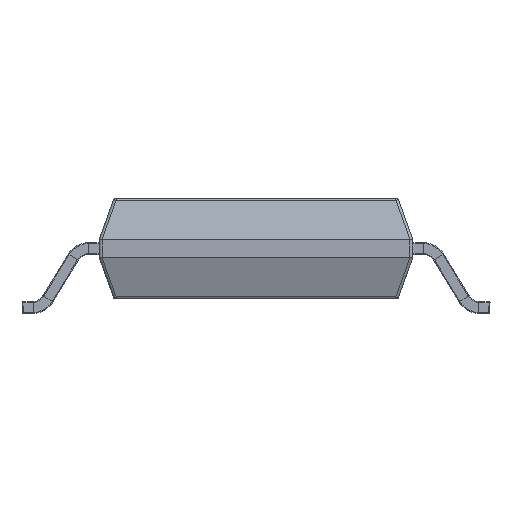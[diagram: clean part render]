
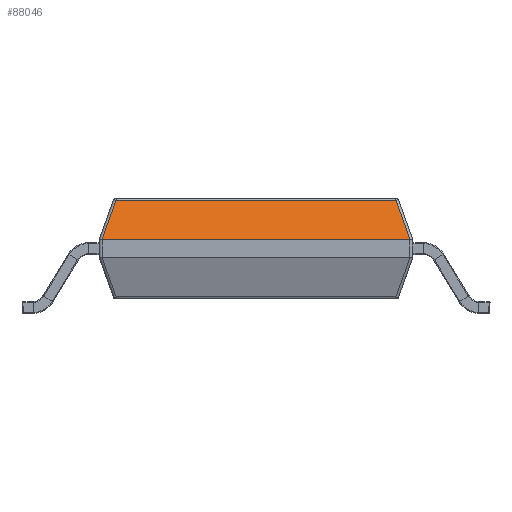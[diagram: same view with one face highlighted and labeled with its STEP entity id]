
A CAD part, front view. The second image highlights one B-rep face of the part: STEP entity #88046.
In plain terms, the highlighted planar face has unit normal (0, -0.942, 0.336).
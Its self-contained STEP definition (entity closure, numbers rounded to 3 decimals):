
#764 = ORIENTED_EDGE ( 'NONE', *, *, #18380, .T. ) ;
#928 =( BOUNDED_CURVE ( )  B_SPLINE_CURVE ( 3, ( #10735, #99046, #58478, #29904 ),
 .UNSPECIFIED., .F., .F. ) 
 B_SPLINE_CURVE_WITH_KNOTS ( ( 4, 4 ),
 ( 0., 0.057 ),
 .UNSPECIFIED. ) 
 CURVE ( )  GEOMETRIC_REPRESENTATION_ITEM ( )  RATIONAL_B_SPLINE_CURVE ( ( 1., 1., 1., 1. ) ) 
 REPRESENTATION_ITEM ( '' )  );
#1813 = VERTEX_POINT ( 'NONE', #75320 ) ;
#9164 = VECTOR ( 'NONE', #84357, 1000. ) ;
#10735 = CARTESIAN_POINT ( 'NONE',  ( 2.6, -6.4, 1.05 ) ) ;
#14815 = VERTEX_POINT ( 'NONE', #37300 ) ;
#15927 = CARTESIAN_POINT ( 'NONE',  ( -2.6, -6.4, 1.05 ) ) ;
#18134 = EDGE_CURVE ( 'NONE', #1813, #14815, #928, .T. ) ;
#18380 = EDGE_CURVE ( 'NONE', #14815, #64490, #74903, .T. ) ;
#29904 = CARTESIAN_POINT ( 'NONE',  ( 2.603, -6.4, 1.05 ) ) ;
#33935 = LINE ( 'NONE', #73363, #113281 ) ;
#37300 = CARTESIAN_POINT ( 'NONE',  ( 2.603, -6.4, 1.05 ) ) ;
#37357 = CARTESIAN_POINT ( 'NONE',  ( -2.114, -5.911, 2.42 ) ) ;
#37377 = CARTESIAN_POINT ( 'NONE',  ( 2.114, -5.911, 2.42 ) ) ;
#38516 = EDGE_CURVE ( 'NONE', #102628, #39197, #104645, .T. ) ;
#39197 = VERTEX_POINT ( 'NONE', #50379 ) ;
#39406 = VERTEX_POINT ( 'NONE', #15927 ) ;
#44957 = CARTESIAN_POINT ( 'NONE',  ( -2.65, -6.4, 1.05 ) ) ;
#45381 = FACE_OUTER_BOUND ( 'NONE', #95924, .T. ) ;
#46101 = CARTESIAN_POINT ( 'NONE',  ( 2.365, -6.162, 1.717 ) ) ;
#46871 = CARTESIAN_POINT ( 'NONE',  ( -2.603, -6.4, 1.05 ) ) ;
#50379 = CARTESIAN_POINT ( 'NONE',  ( -2.603, -6.4, 1.05 ) ) ;
#53634 = DIRECTION ( 'NONE',  ( 0., -0.942, 0.336 ) ) ;
#54659 = CARTESIAN_POINT ( 'NONE',  ( -2.365, -6.162, 1.717 ) ) ;
#58478 = CARTESIAN_POINT ( 'NONE',  ( 2.602, -6.4, 1.05 ) ) ;
#63347 = LINE ( 'NONE', #44957, #87063 ) ;
#64490 = VERTEX_POINT ( 'NONE', #46101 ) ;
#68495 = EDGE_CURVE ( 'NONE', #64490, #102628, #33935, .T. ) ;
#73363 = CARTESIAN_POINT ( 'NONE',  ( 0., -6.162, 1.717 ) ) ;
#73957 = DIRECTION ( 'NONE',  ( -1., 0., 0. ) ) ;
#74903 = LINE ( 'NONE', #37377, #96274 ) ;
#75320 = CARTESIAN_POINT ( 'NONE',  ( 2.6, -6.4, 1.05 ) ) ;
#76151 = DIRECTION ( 'NONE',  ( -0.319, 0.319, 0.893 ) ) ;
#77322 = CARTESIAN_POINT ( 'NONE',  ( -2.602, -6.4, 1.05 ) ) ;
#82282 =( BOUNDED_CURVE ( )  B_SPLINE_CURVE ( 3, ( #46871, #77322, #85537, #97556 ),
 .UNSPECIFIED., .F., .F. ) 
 B_SPLINE_CURVE_WITH_KNOTS ( ( 4, 4 ),
 ( 6.227, 6.283 ),
 .UNSPECIFIED. ) 
 CURVE ( )  GEOMETRIC_REPRESENTATION_ITEM ( )  RATIONAL_B_SPLINE_CURVE ( ( 1., 1., 1., 1. ) ) 
 REPRESENTATION_ITEM ( '' )  );
#84357 = DIRECTION ( 'NONE',  ( -0.319, -0.319, -0.893 ) ) ;
#85537 = CARTESIAN_POINT ( 'NONE',  ( -2.601, -6.4, 1.05 ) ) ;
#87063 = VECTOR ( 'NONE', #93789, 1000. ) ;
#88046 = ADVANCED_FACE ( 'NONE', ( #45381 ), #112641, .T. ) ;
#90194 = EDGE_CURVE ( 'NONE', #39197, #39406, #82282, .T. ) ;
#90779 = EDGE_CURVE ( 'NONE', #1813, #39406, #63347, .T. ) ;
#93789 = DIRECTION ( 'NONE',  ( -1., 0., 0. ) ) ;
#95924 = EDGE_LOOP ( 'NONE', ( #122269, #114314, #111890, #111241, #764, #106078 ) ) ;
#96274 = VECTOR ( 'NONE', #76151, 1000. ) ;
#97556 = CARTESIAN_POINT ( 'NONE',  ( -2.6, -6.4, 1.05 ) ) ;
#99046 = CARTESIAN_POINT ( 'NONE',  ( 2.601, -6.4, 1.05 ) ) ;
#101192 = CARTESIAN_POINT ( 'NONE',  ( 0., -6.15, 1.75 ) ) ;
#102477 = DIRECTION ( 'NONE',  ( -1., 0., 0. ) ) ;
#102628 = VERTEX_POINT ( 'NONE', #54659 ) ;
#104645 = LINE ( 'NONE', #37357, #9164 ) ;
#106078 = ORIENTED_EDGE ( 'NONE', *, *, #68495, .T. ) ;
#111241 = ORIENTED_EDGE ( 'NONE', *, *, #18134, .T. ) ;
#111890 = ORIENTED_EDGE ( 'NONE', *, *, #90779, .F. ) ;
#112641 = PLANE ( 'NONE',  #122621 ) ;
#113281 = VECTOR ( 'NONE', #102477, 1000. ) ;
#114314 = ORIENTED_EDGE ( 'NONE', *, *, #90194, .T. ) ;
#122269 = ORIENTED_EDGE ( 'NONE', *, *, #38516, .T. ) ;
#122621 = AXIS2_PLACEMENT_3D ( 'NONE', #101192, #53634, #73957 ) ;
